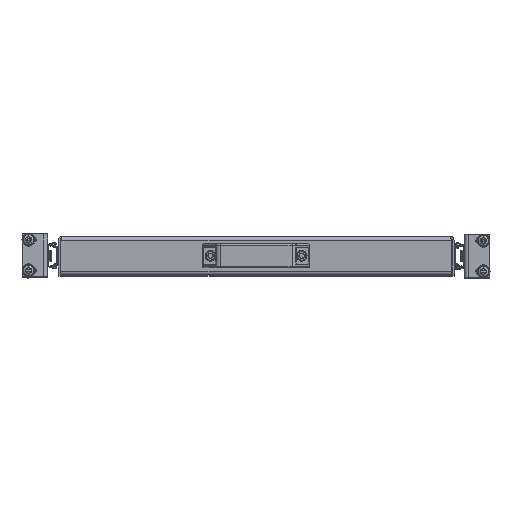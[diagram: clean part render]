
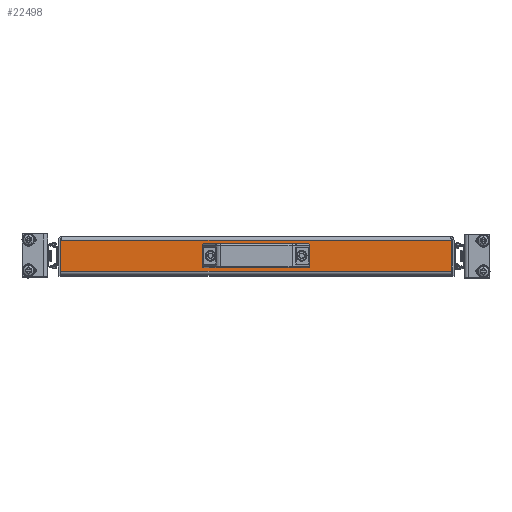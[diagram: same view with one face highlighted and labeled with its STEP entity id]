
A CAD part, top view. The second image highlights one B-rep face of the part: STEP entity #22498.
In plain terms, the highlighted planar face has unit normal (0, 0, 1).
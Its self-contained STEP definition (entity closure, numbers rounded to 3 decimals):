
#629 = EDGE_LOOP ( 'NONE', ( #21789, #27028 ) ) ;
#647 = FACE_BOUND ( 'NONE', #629, .T. ) ;
#824 = DIRECTION ( 'NONE',  ( 1., 0., 0. ) ) ;
#995 = CIRCLE ( 'NONE', #7127, 3.5 ) ;
#1279 = VECTOR ( 'NONE', #26470, 1000. ) ;
#1507 = AXIS2_PLACEMENT_3D ( 'NONE', #15411, #15301, #15230 ) ;
#2183 = CARTESIAN_POINT ( 'NONE',  ( -202., -4., 242.5 ) ) ;
#2466 = LINE ( 'NONE', #15354, #27389 ) ;
#3107 = ORIENTED_EDGE ( 'NONE', *, *, #18931, .T. ) ;
#3280 = DIRECTION ( 'NONE',  ( 0., 0., 1. ) ) ;
#3413 = EDGE_CURVE ( 'NONE', #9006, #15277, #10051, .T. ) ;
#4029 = CARTESIAN_POINT ( 'NONE',  ( 47., -20., 242.5 ) ) ;
#4466 = EDGE_CURVE ( 'NONE', #9564, #22884, #26921, .T. ) ;
#4630 = ORIENTED_EDGE ( 'NONE', *, *, #12875, .T. ) ;
#5077 = DIRECTION ( 'NONE',  ( 0., 1., 0. ) ) ;
#6302 = EDGE_CURVE ( 'NONE', #25624, #17092, #2466, .T. ) ;
#6393 = FACE_BOUND ( 'NONE', #21271, .T. ) ;
#7127 = AXIS2_PLACEMENT_3D ( 'NONE', #15357, #12856, #10618 ) ;
#8023 = ORIENTED_EDGE ( 'NONE', *, *, #9027, .F. ) ;
#8293 = AXIS2_PLACEMENT_3D ( 'NONE', #29731, #15382, #824 ) ;
#9006 = VERTEX_POINT ( 'NONE', #24814 ) ;
#9027 = EDGE_CURVE ( 'NONE', #22884, #9564, #995, .T. ) ;
#9564 = VERTEX_POINT ( 'NONE', #25546 ) ;
#10051 = CIRCLE ( 'NONE', #26573, 3.5 ) ;
#10618 = DIRECTION ( 'NONE',  ( 1., 0., 0. ) ) ;
#10747 = CARTESIAN_POINT ( 'NONE',  ( 43.5, -20., 242.5 ) ) ;
#10777 = LINE ( 'NONE', #2183, #16423 ) ;
#10787 = ORIENTED_EDGE ( 'NONE', *, *, #4466, .F. ) ;
#10816 = ORIENTED_EDGE ( 'NONE', *, *, #6302, .F. ) ;
#12856 = DIRECTION ( 'NONE',  ( 0., 0., 1. ) ) ;
#12875 = EDGE_CURVE ( 'NONE', #25624, #29073, #26967, .T. ) ;
#13944 = LINE ( 'NONE', #30055, #19541 ) ;
#14678 = CIRCLE ( 'NONE', #8293, 3.5 ) ;
#14916 = CARTESIAN_POINT ( 'NONE',  ( -50.5, -20., 242.5 ) ) ;
#15230 = DIRECTION ( 'NONE',  ( 1., 0., 0. ) ) ;
#15277 = VERTEX_POINT ( 'NONE', #10747 ) ;
#15301 = DIRECTION ( 'NONE',  ( 0., 0., 1. ) ) ;
#15354 = CARTESIAN_POINT ( 'NONE',  ( -201.293, -2., 242.5 ) ) ;
#15357 = CARTESIAN_POINT ( 'NONE',  ( -47., -20., 242.5 ) ) ;
#15382 = DIRECTION ( 'NONE',  ( 0., 0., 1. ) ) ;
#15411 = CARTESIAN_POINT ( 'NONE',  ( -47., -20., 242.5 ) ) ;
#16423 = VECTOR ( 'NONE', #19118, 1000. ) ;
#16453 = CARTESIAN_POINT ( 'NONE',  ( -201.293, -36., 242.5 ) ) ;
#16677 = CARTESIAN_POINT ( 'NONE',  ( -201.293, -4., 242.5 ) ) ;
#17092 = VERTEX_POINT ( 'NONE', #16677 ) ;
#17747 = PLANE ( 'NONE',  #21468 ) ;
#18094 = DIRECTION ( 'NONE',  ( 0., 1., 0. ) ) ;
#18860 = EDGE_CURVE ( 'NONE', #15277, #9006, #14678, .T. ) ;
#18931 = EDGE_CURVE ( 'NONE', #29073, #29771, #13944, .T. ) ;
#19118 = DIRECTION ( 'NONE',  ( -1., 0., 0. ) ) ;
#19541 = VECTOR ( 'NONE', #18094, 1000. ) ;
#20177 = DIRECTION ( 'NONE',  ( 0., -1., 0. ) ) ;
#20723 = EDGE_LOOP ( 'NONE', ( #10816, #4630, #3107, #28174 ) ) ;
#21271 = EDGE_LOOP ( 'NONE', ( #10787, #8023 ) ) ;
#21468 = AXIS2_PLACEMENT_3D ( 'NONE', #24909, #3280, #20177 ) ;
#21638 = CARTESIAN_POINT ( 'NONE',  ( 201.293, -4., 242.5 ) ) ;
#21789 = ORIENTED_EDGE ( 'NONE', *, *, #3413, .F. ) ;
#22498 = ADVANCED_FACE ( 'NONE', ( #6393, #647, #25594 ), #17747, .T. ) ;
#22884 = VERTEX_POINT ( 'NONE', #14916 ) ;
#24814 = CARTESIAN_POINT ( 'NONE',  ( 50.5, -20., 242.5 ) ) ;
#24909 = CARTESIAN_POINT ( 'NONE',  ( -202., -2., 242.5 ) ) ;
#24998 = EDGE_CURVE ( 'NONE', #29771, #17092, #10777, .T. ) ;
#25546 = CARTESIAN_POINT ( 'NONE',  ( -43.5, -20., 242.5 ) ) ;
#25594 = FACE_OUTER_BOUND ( 'NONE', #20723, .T. ) ;
#25624 = VERTEX_POINT ( 'NONE', #16453 ) ;
#26470 = DIRECTION ( 'NONE',  ( 1., 0., 0. ) ) ;
#26573 = AXIS2_PLACEMENT_3D ( 'NONE', #4029, #28045, #30457 ) ;
#26921 = CIRCLE ( 'NONE', #1507, 3.5 ) ;
#26967 = LINE ( 'NONE', #27868, #1279 ) ;
#27028 = ORIENTED_EDGE ( 'NONE', *, *, #18860, .F. ) ;
#27389 = VECTOR ( 'NONE', #5077, 1000. ) ;
#27868 = CARTESIAN_POINT ( 'NONE',  ( -201.293, -36., 242.5 ) ) ;
#28045 = DIRECTION ( 'NONE',  ( 0., 0., 1. ) ) ;
#28174 = ORIENTED_EDGE ( 'NONE', *, *, #24998, .T. ) ;
#28392 = CARTESIAN_POINT ( 'NONE',  ( 201.293, -36., 242.5 ) ) ;
#29073 = VERTEX_POINT ( 'NONE', #28392 ) ;
#29731 = CARTESIAN_POINT ( 'NONE',  ( 47., -20., 242.5 ) ) ;
#29771 = VERTEX_POINT ( 'NONE', #21638 ) ;
#30055 = CARTESIAN_POINT ( 'NONE',  ( 201.293, -2., 242.5 ) ) ;
#30457 = DIRECTION ( 'NONE',  ( 1., 0., 0. ) ) ;
